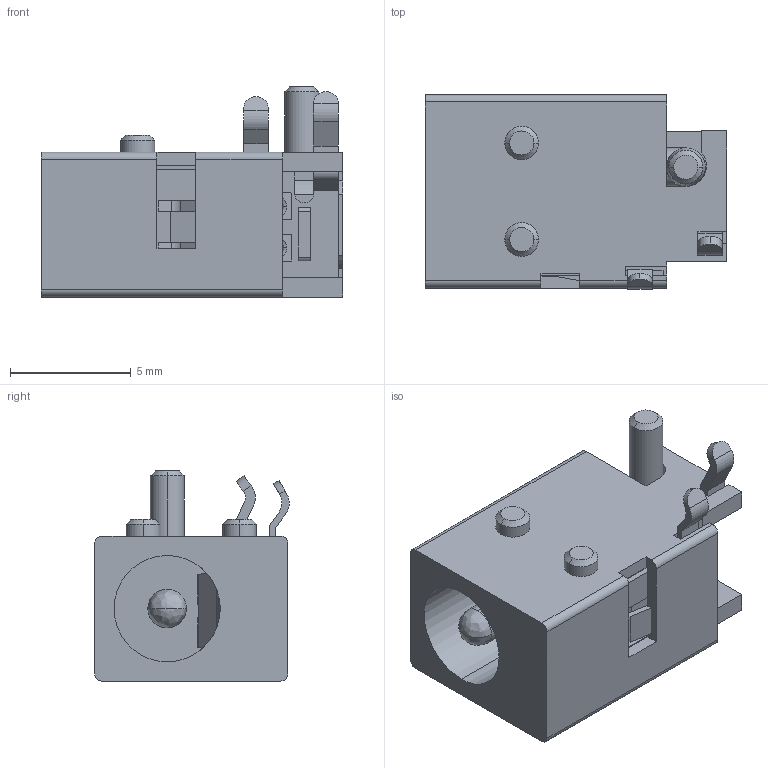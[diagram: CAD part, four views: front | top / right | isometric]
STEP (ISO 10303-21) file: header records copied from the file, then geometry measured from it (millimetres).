
FILE_DESCRIPTION (( 'STEP AP203' ), '1' );
FILE_NAME ('54-00137_revA.STEP', '2018-09-28T00:02:17', ( '' ), ( '' ), 'SwSTEP 2.0', 'SolidWorks 2015', '' );
FILE_SCHEMA (( 'CONFIG_CONTROL_DESIGN' ));
Length unit declared in the file: millimetre
Products named in the file (1): 54-00137_revA
Bounding box: 12.5 x 8.06 x 8.7 mm (x, y, z)
Volume: 332.9 mm3; surface area: 965.8 mm2
Topology: 4 solids, 4 shells, 197 faces, 545 edges, 350 vertices
Faces by surface type: plane 126, cylinder 48, bspline 15, cone 8
Entity records: 6838 total; most frequent: CARTESIAN_POINT 1842, ORIENTED_EDGE 1068, DIRECTION 957, EDGE_CURVE 534, LINE 385, VECTOR 385, VERTEX_POINT 350, AXIS2_PLACEMENT_3D 286
